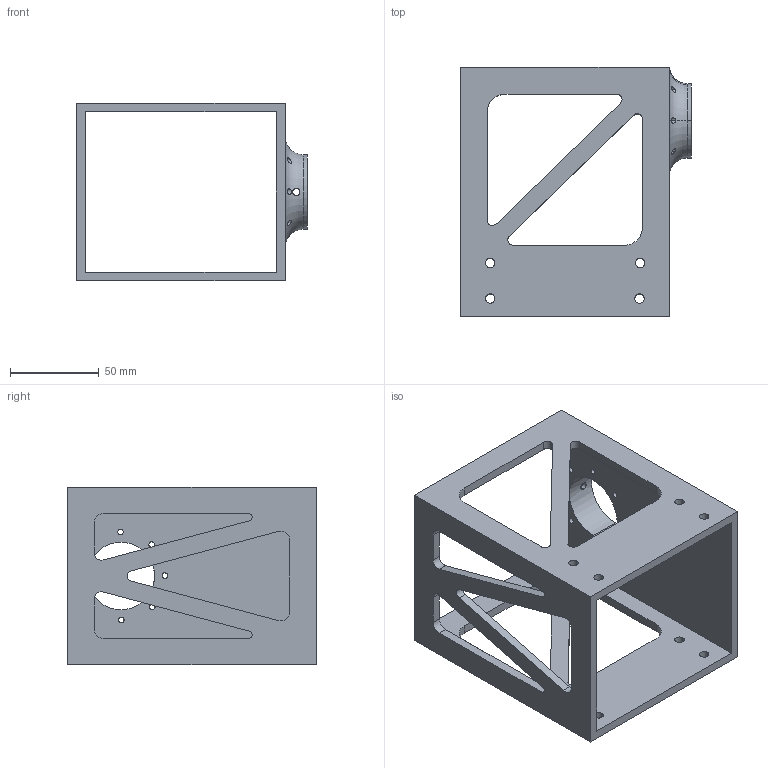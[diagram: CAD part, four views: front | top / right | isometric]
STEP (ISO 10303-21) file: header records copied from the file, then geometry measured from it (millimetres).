
FILE_DESCRIPTION (( 'STEP AP203' ), '1' );
FILE_NAME ('Motor_Base_Default_sldprt.STEP', '2022-10-19T19:12:16', ( '' ), ( '' ), 'SwSTEP 2.0', 'SolidWorks 2022', '' );
FILE_SCHEMA (( 'CONFIG_CONTROL_DESIGN' ));
Length unit declared in the file: millimetre
Products named in the file (1): Motor_Base_Default_sldprt
Bounding box: 129.88 x 140 x 100 mm (x, y, z)
Volume: 201053.7 mm3; surface area: 94869.2 mm2
Topology: 1 solids, 1 shells, 101 faces, 299 edges, 198 vertices
Faces by surface type: cylinder 65, plane 32, torus 3, bspline 1
Entity records: 4216 total; most frequent: CARTESIAN_POINT 1275, ORIENTED_EDGE 598, DIRECTION 588, EDGE_CURVE 299, AXIS2_PLACEMENT_3D 217, VERTEX_POINT 198, VECTOR 154, LINE 154
